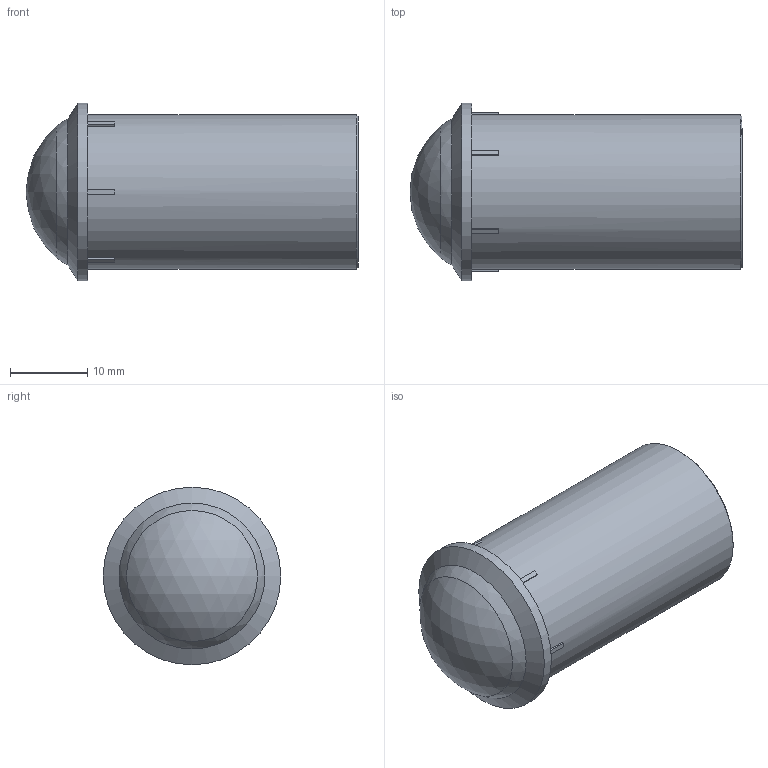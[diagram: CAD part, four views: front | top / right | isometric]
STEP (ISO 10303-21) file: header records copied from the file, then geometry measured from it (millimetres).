
FILE_DESCRIPTION(/* description */ ('PLASSON SPIGOT END PLUG 20'),/* implementation_level */ '2;1');
FILE_NAME(/* name */ '491207020.ipt.stp',/* time_stamp */ '2017-11-06T09:13:18+02:00',/* author */ ('KIM'),/* organization */ (''),/* preprocessor_version */ 'ST-DEVELOPER v15.6',/* originating_system */ 'Autodesk Inventor 2015',/* authorisation */ '');
FILE_SCHEMA (('AUTOMOTIVE_DESIGN { 1 0 10303 214 3 1 1 }'));
Length unit declared in the file: millimetre
Products named in the file (1): 491207020
Bounding box: 43 x 23 x 23 mm (x, y, z)
Volume: 4957.4 mm3; surface area: 5130.2 mm2
Topology: 1 solids, 1 shells, 37 faces, 97 edges, 64 vertices
Faces by surface type: plane 26, cone 4, cylinder 3, bspline 2, sphere 2
Full cylindrical faces by diameter (mm): 16 x1, 20 x1, 23 x1
Entity records: 1164 total; most frequent: CARTESIAN_POINT 246, DIRECTION 186, ORIENTED_EDGE 178, EDGE_CURVE 89, VERTEX_POINT 63, AXIS2_PLACEMENT_3D 63, LINE 60, VECTOR 60
